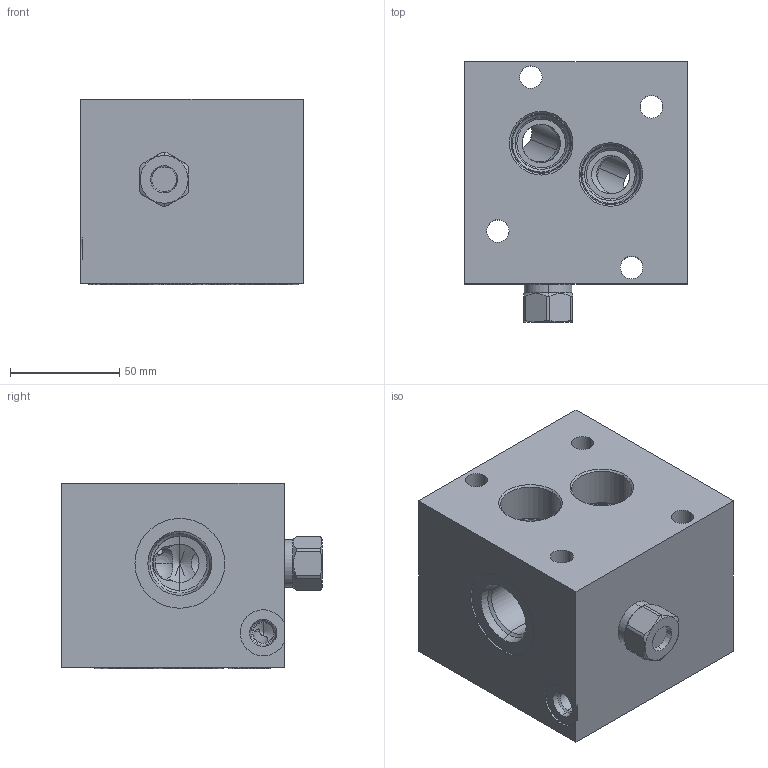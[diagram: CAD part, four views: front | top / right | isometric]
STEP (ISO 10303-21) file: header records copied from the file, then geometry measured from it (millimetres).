
FILE_DESCRIPTION((''),'2;1');
FILE_NAME('XVB_ASM','2020-04-03T',('ProEService'),(''),'PRO/ENGINEER BY PARAMETRIC TECHNOLOGY CORPORATION, 2014200','PRO/ENGINEER BY PARAMETRIC TECHNOLOGY CORPORATION, 2014200','');
FILE_SCHEMA(('CONFIG_CONTROL_DESIGN'));
Length unit declared in the file: inch
Products named in the file (5): 151-830-002; CSAAEXN; 500-001-121; 500-001-114; XVB_ASM
Assembly tree (6 placements, depth 2):
  XVB_ASM
    151-830-002
    CSAAEXN
    500-001-121  x2
    500-001-114  x2
Bounding box: 101.6 x 119.08 x 84.58 mm (x, y, z)
Volume: 727843.5 mm3; surface area: 96389.1 mm2
Topology: 7 solids, 9 shells, 392 faces, 1234 edges, 1006 vertices
Faces by surface type: cylinder 166, cone 103, plane 55, torus 34, revolution 22, sphere 12
Entity records: 16748 total; most frequent: CARTESIAN_POINT 6112, DIRECTION 2254, ORIENTED_EDGE 1858, EDGE_CURVE 929, AXIS2_PLACEMENT_3D 840, VERTEX_POINT 575, VECTOR 560, LINE 560
